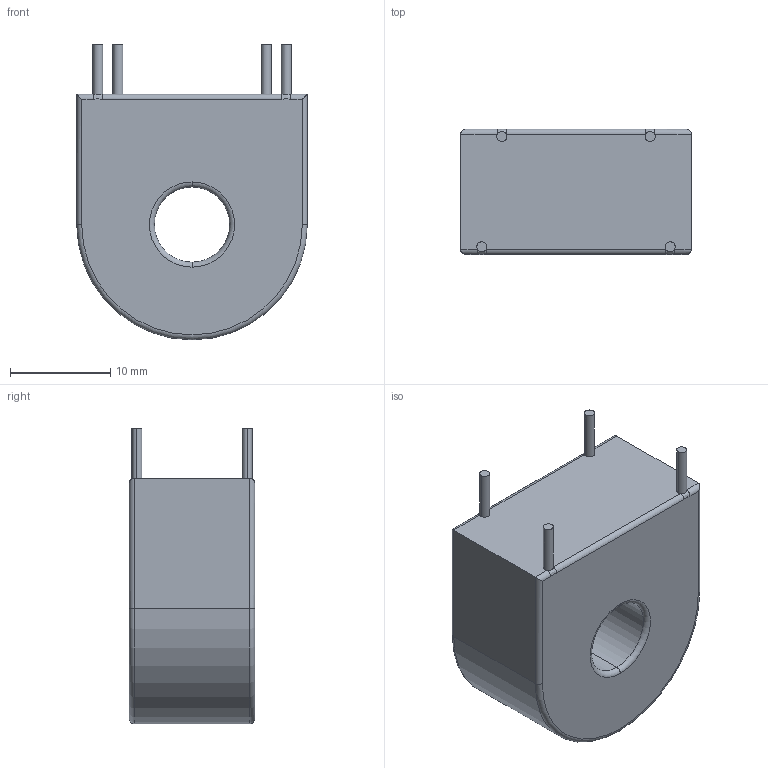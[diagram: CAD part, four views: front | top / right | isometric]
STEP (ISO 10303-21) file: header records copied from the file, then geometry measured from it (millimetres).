
FILE_DESCRIPTION (( 'STEP AP214' ), '1' );
FILE_NAME ('E9A05F9C-A794-4BEC-BB8E-4C9799ECFC1B.STEP', '2023-11-27T12:34:37', ( '' ), ( '' ), 'SwSTEP 2.0', 'SolidWorks 2022', '' );
FILE_SCHEMA (( 'AUTOMOTIVE_DESIGN' ));
Length unit declared in the file: millimetre
Products named in the file (1): E9A05F9C-A794-4BEC-BB8E-4C9799ECFC1B
Bounding box: 23 x 12.5 x 29.5 mm (x, y, z)
Volume: 5786.1 mm3; surface area: 2300 mm2
Topology: 1 solids, 1 shells, 41 faces, 97 edges, 58 vertices
Faces by surface type: cylinder 22, plane 9, torus 6, bspline 4
Entity records: 1399 total; most frequent: CARTESIAN_POINT 409, DIRECTION 219, ORIENTED_EDGE 194, EDGE_CURVE 97, AXIS2_PLACEMENT_3D 92, VERTEX_POINT 58, CIRCLE 54, EDGE_LOOP 43
